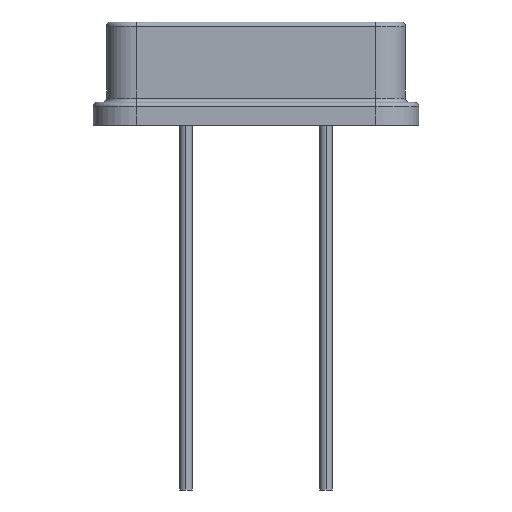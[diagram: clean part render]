
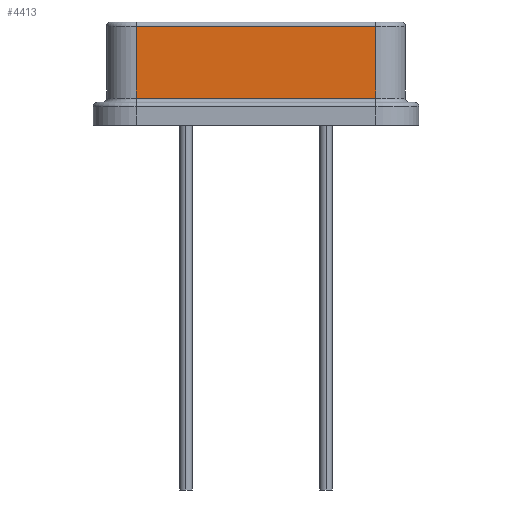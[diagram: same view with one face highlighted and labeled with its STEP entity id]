
A CAD part, front view. The second image highlights one B-rep face of the part: STEP entity #4413.
In plain terms, the highlighted planar face has unit normal (0, -1, 0).
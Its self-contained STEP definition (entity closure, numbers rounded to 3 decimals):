
#1210 = CYLINDRICAL_SURFACE('',#1211,0.15);
#1211 = AXIS2_PLACEMENT_3D('',#1212,#1213,#1214);
#1212 = CARTESIAN_POINT('',(-1.675,-1.7,3.45));
#1213 = DIRECTION('',(-1.,0.,0.));
#1214 = DIRECTION('',(0.,-1.,0.));
#3479 = CYLINDRICAL_SURFACE('',#3480,0.15);
#3480 = AXIS2_PLACEMENT_3D('',#3481,#3482,#3483);
#3481 = CARTESIAN_POINT('',(-1.675,-2.,0.95));
#3482 = DIRECTION('',(1.,0.,0.));
#3483 = DIRECTION('',(0.,1.,0.));
#4281 = CYLINDRICAL_SURFACE('',#4282,1.025);
#4282 = AXIS2_PLACEMENT_3D('',#4283,#4284,#4285);
#4283 = CARTESIAN_POINT('',(-1.675,-0.825,3.6));
#4284 = DIRECTION('',(-0.,0.,-1.));
#4285 = DIRECTION('',(0.,1.,0.));
#4341 = VERTEX_POINT('',#4342);
#4342 = CARTESIAN_POINT('',(-1.675,-1.85,0.95));
#4364 = EDGE_CURVE('',#4365,#4341,#4367,.T.);
#4365 = VERTEX_POINT('',#4366);
#4366 = CARTESIAN_POINT('',(-1.675,-1.85,3.45));
#4367 = SURFACE_CURVE('',#4368,(#4372,#4379),.PCURVE_S1.);
#4368 = LINE('',#4369,#4370);
#4369 = CARTESIAN_POINT('',(-1.675,-1.85,3.6));
#4370 = VECTOR('',#4371,1.);
#4371 = DIRECTION('',(-0.,0.,-1.));
#4372 = PCURVE('',#4281,#4373);
#4373 = DEFINITIONAL_REPRESENTATION('',(#4374),#4378);
#4374 = LINE('',#4375,#4376);
#4375 = CARTESIAN_POINT('',(3.142,0.));
#4376 = VECTOR('',#4377,1.);
#4377 = DIRECTION('',(0.,1.));
#4378 = ( GEOMETRIC_REPRESENTATION_CONTEXT(2) 
PARAMETRIC_REPRESENTATION_CONTEXT() REPRESENTATION_CONTEXT('2D SPACE',''
  ) );
#4379 = PCURVE('',#4380,#4385);
#4380 = PLANE('',#4381);
#4381 = AXIS2_PLACEMENT_3D('',#4382,#4383,#4384);
#4382 = CARTESIAN_POINT('',(-1.675,-1.85,3.6));
#4383 = DIRECTION('',(0.,1.,0.));
#4384 = DIRECTION('',(-1.,0.,0.));
#4385 = DEFINITIONAL_REPRESENTATION('',(#4386),#4390);
#4386 = LINE('',#4387,#4388);
#4387 = CARTESIAN_POINT('',(0.,0.));
#4388 = VECTOR('',#4389,1.);
#4389 = DIRECTION('',(0.,-1.));
#4390 = ( GEOMETRIC_REPRESENTATION_CONTEXT(2) 
PARAMETRIC_REPRESENTATION_CONTEXT() REPRESENTATION_CONTEXT('2D SPACE',''
  ) );
#4413 = ADVANCED_FACE('',(#4414),#4380,.F.);
#4414 = FACE_BOUND('',#4415,.T.);
#4415 = EDGE_LOOP('',(#4416,#4417,#4440,#4468));
#4416 = ORIENTED_EDGE('',*,*,#4364,.T.);
#4417 = ORIENTED_EDGE('',*,*,#4418,.T.);
#4418 = EDGE_CURVE('',#4341,#4419,#4421,.T.);
#4419 = VERTEX_POINT('',#4420);
#4420 = CARTESIAN_POINT('',(6.675,-1.85,0.95));
#4421 = SURFACE_CURVE('',#4422,(#4426,#4433),.PCURVE_S1.);
#4422 = LINE('',#4423,#4424);
#4423 = CARTESIAN_POINT('',(-1.675,-1.85,0.95));
#4424 = VECTOR('',#4425,1.);
#4425 = DIRECTION('',(1.,0.,0.));
#4426 = PCURVE('',#4380,#4427);
#4427 = DEFINITIONAL_REPRESENTATION('',(#4428),#4432);
#4428 = LINE('',#4429,#4430);
#4429 = CARTESIAN_POINT('',(0.,-2.65));
#4430 = VECTOR('',#4431,1.);
#4431 = DIRECTION('',(-1.,0.));
#4432 = ( GEOMETRIC_REPRESENTATION_CONTEXT(2) 
PARAMETRIC_REPRESENTATION_CONTEXT() REPRESENTATION_CONTEXT('2D SPACE',''
  ) );
#4433 = PCURVE('',#3479,#4434);
#4434 = DEFINITIONAL_REPRESENTATION('',(#4435),#4439);
#4435 = LINE('',#4436,#4437);
#4436 = CARTESIAN_POINT('',(6.283,0.));
#4437 = VECTOR('',#4438,1.);
#4438 = DIRECTION('',(0.,1.));
#4439 = ( GEOMETRIC_REPRESENTATION_CONTEXT(2) 
PARAMETRIC_REPRESENTATION_CONTEXT() REPRESENTATION_CONTEXT('2D SPACE',''
  ) );
#4440 = ORIENTED_EDGE('',*,*,#4441,.F.);
#4441 = EDGE_CURVE('',#4442,#4419,#4444,.T.);
#4442 = VERTEX_POINT('',#4443);
#4443 = CARTESIAN_POINT('',(6.675,-1.85,3.45));
#4444 = SURFACE_CURVE('',#4445,(#4449,#4456),.PCURVE_S1.);
#4445 = LINE('',#4446,#4447);
#4446 = CARTESIAN_POINT('',(6.675,-1.85,3.6));
#4447 = VECTOR('',#4448,1.);
#4448 = DIRECTION('',(-0.,0.,-1.));
#4449 = PCURVE('',#4380,#4450);
#4450 = DEFINITIONAL_REPRESENTATION('',(#4451),#4455);
#4451 = LINE('',#4452,#4453);
#4452 = CARTESIAN_POINT('',(-8.35,0.));
#4453 = VECTOR('',#4454,1.);
#4454 = DIRECTION('',(0.,-1.));
#4455 = ( GEOMETRIC_REPRESENTATION_CONTEXT(2) 
PARAMETRIC_REPRESENTATION_CONTEXT() REPRESENTATION_CONTEXT('2D SPACE',''
  ) );
#4456 = PCURVE('',#4457,#4462);
#4457 = CYLINDRICAL_SURFACE('',#4458,1.025);
#4458 = AXIS2_PLACEMENT_3D('',#4459,#4460,#4461);
#4459 = CARTESIAN_POINT('',(6.675,-0.825,3.6));
#4460 = DIRECTION('',(-0.,0.,-1.));
#4461 = DIRECTION('',(0.,1.,0.));
#4462 = DEFINITIONAL_REPRESENTATION('',(#4463),#4467);
#4463 = LINE('',#4464,#4465);
#4464 = CARTESIAN_POINT('',(3.142,0.));
#4465 = VECTOR('',#4466,1.);
#4466 = DIRECTION('',(0.,1.));
#4467 = ( GEOMETRIC_REPRESENTATION_CONTEXT(2) 
PARAMETRIC_REPRESENTATION_CONTEXT() REPRESENTATION_CONTEXT('2D SPACE',''
  ) );
#4468 = ORIENTED_EDGE('',*,*,#4469,.T.);
#4469 = EDGE_CURVE('',#4442,#4365,#4470,.T.);
#4470 = SURFACE_CURVE('',#4471,(#4475,#4482),.PCURVE_S1.);
#4471 = LINE('',#4472,#4473);
#4472 = CARTESIAN_POINT('',(-1.675,-1.85,3.45));
#4473 = VECTOR('',#4474,1.);
#4474 = DIRECTION('',(-1.,0.,0.));
#4475 = PCURVE('',#4380,#4476);
#4476 = DEFINITIONAL_REPRESENTATION('',(#4477),#4481);
#4477 = LINE('',#4478,#4479);
#4478 = CARTESIAN_POINT('',(0.,-0.15));
#4479 = VECTOR('',#4480,1.);
#4480 = DIRECTION('',(1.,0.));
#4481 = ( GEOMETRIC_REPRESENTATION_CONTEXT(2) 
PARAMETRIC_REPRESENTATION_CONTEXT() REPRESENTATION_CONTEXT('2D SPACE',''
  ) );
#4482 = PCURVE('',#1210,#4483);
#4483 = DEFINITIONAL_REPRESENTATION('',(#4484),#4488);
#4484 = LINE('',#4485,#4486);
#4485 = CARTESIAN_POINT('',(0.,0.));
#4486 = VECTOR('',#4487,1.);
#4487 = DIRECTION('',(0.,1.));
#4488 = ( GEOMETRIC_REPRESENTATION_CONTEXT(2) 
PARAMETRIC_REPRESENTATION_CONTEXT() REPRESENTATION_CONTEXT('2D SPACE',''
  ) );
